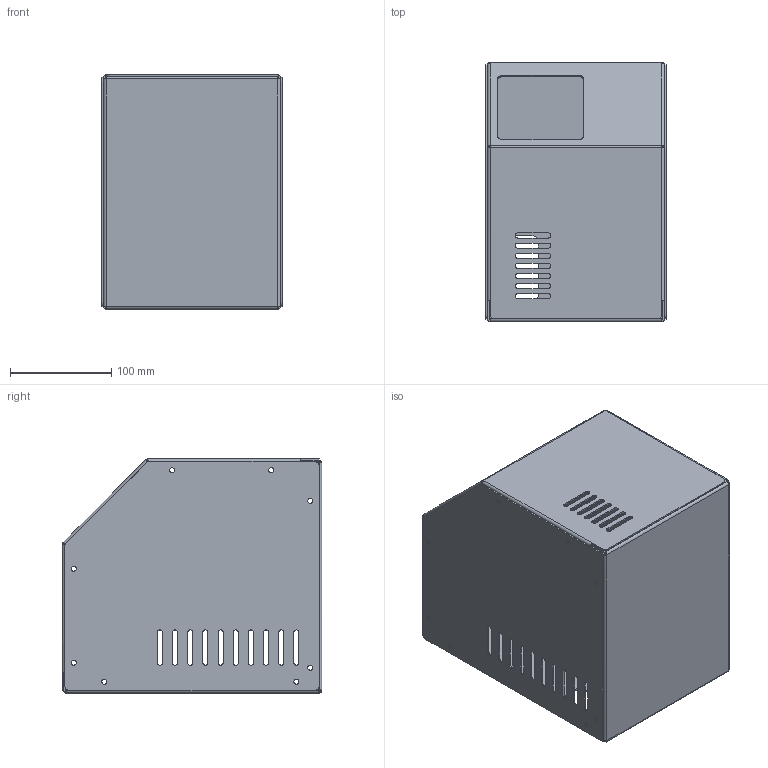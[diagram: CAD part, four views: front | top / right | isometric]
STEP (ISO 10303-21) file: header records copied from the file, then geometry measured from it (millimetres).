
FILE_DESCRIPTION (( 'STEP AP214' ), '1' );
FILE_NAME ('Boitier.STEP', '2025-09-11T21:59:54', ( '' ), ( '' ), 'SwSTEP 2.0', 'SolidWorks 2024', '' );
FILE_SCHEMA (( 'AUTOMOTIVE_DESIGN' ));
Length unit declared in the file: millimetre
Products named in the file (5): Pièce2^Assemblage2; Pièce3^Assemblage2; Part1; Boitier; Pièce1^Assemblage2
Assembly tree (4 placements, depth 2):
  Pièce2^Assemblage2
  Boitier
    Part1
    Pièce1^Assemblage2
    Pièce3^Assemblage2  x2
Bounding box: 178 x 256.5 x 231.5 mm (x, y, z)
Volume: 425871.1 mm3; surface area: 581746.8 mm2
Topology: 4 solids, 4 shells, 490 faces, 1330 edges, 848 vertices
Faces by surface type: cylinder 264, plane 214, bspline 12
Entity records: 13756 total; most frequent: CARTESIAN_POINT 2837, DIRECTION 2290, ORIENTED_EDGE 2204, EDGE_CURVE 1102, AXIS2_PLACEMENT_3D 809, VERTEX_POINT 696, LINE 672, VECTOR 672
